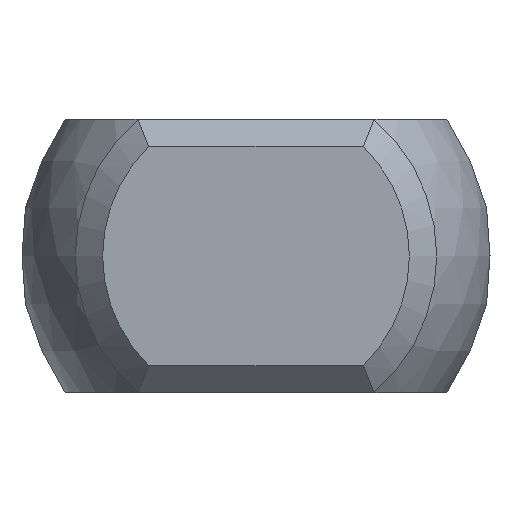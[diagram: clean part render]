
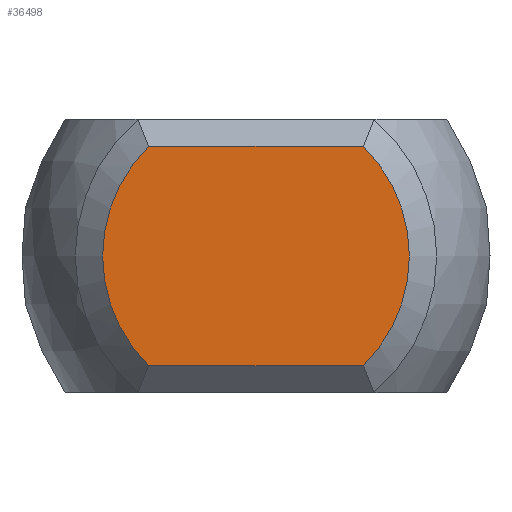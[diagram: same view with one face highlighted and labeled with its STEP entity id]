
A CAD part, left-side view. The second image highlights one B-rep face of the part: STEP entity #36498.
In plain terms, the highlighted planar face has unit normal (-1, 0, 0).
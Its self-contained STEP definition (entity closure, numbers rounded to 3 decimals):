
#33641 = PLANE('',#33642);
#33642 = AXIS2_PLACEMENT_3D('',#33643,#33644,#33645);
#33643 = CARTESIAN_POINT('',(-46.625,3.125,2.25));
#33644 = DIRECTION('',(0.707,0.,-0.707));
#33645 = DIRECTION('',(-0.707,0.,-0.707));
#35847 = EDGE_CURVE('',#35848,#35850,#35852,.T.);
#35848 = VERTEX_POINT('',#35849);
#35849 = CARTESIAN_POINT('',(-46.875,-1.96,-2.));
#35850 = VERTEX_POINT('',#35851);
#35851 = CARTESIAN_POINT('',(-46.875,-1.96,2.));
#35852 = SURFACE_CURVE('',#35853,(#35858,#35870),.PCURVE_S1.);
#35853 = CIRCLE('',#35854,2.8);
#35854 = AXIS2_PLACEMENT_3D('',#35855,#35856,#35857);
#35855 = CARTESIAN_POINT('',(-46.875,0.,0.));
#35856 = DIRECTION('',(-1.,0.,0.));
#35857 = DIRECTION('',(0.,-1.,0.));
#35858 = PCURVE('',#35859,#35864);
#35859 = CONICAL_SURFACE('',#35860,3.05,0.785);
#35860 = AXIS2_PLACEMENT_3D('',#35861,#35862,#35863);
#35861 = CARTESIAN_POINT('',(-46.625,0.,0.));
#35862 = DIRECTION('',(1.,0.,0.));
#35863 = DIRECTION('',(0.,-1.,0.));
#35864 = DEFINITIONAL_REPRESENTATION('',(#35865),#35869);
#35865 = LINE('',#35866,#35867);
#35866 = CARTESIAN_POINT('',(6.283,-0.25));
#35867 = VECTOR('',#35868,1.);
#35868 = DIRECTION('',(-1.,0.));
#35869 = ( GEOMETRIC_REPRESENTATION_CONTEXT(2) 
PARAMETRIC_REPRESENTATION_CONTEXT() REPRESENTATION_CONTEXT('2D SPACE',''
  ) );
#35870 = PCURVE('',#35871,#35876);
#35871 = PLANE('',#35872);
#35872 = AXIS2_PLACEMENT_3D('',#35873,#35874,#35875);
#35873 = CARTESIAN_POINT('',(-46.875,0.,0.));
#35874 = DIRECTION('',(1.,0.,0.));
#35875 = DIRECTION('',(0.,0.,-1.));
#35876 = DEFINITIONAL_REPRESENTATION('',(#35877),#35885);
#35877 = ( BOUNDED_CURVE() B_SPLINE_CURVE(2,(#35878,#35879,#35880,#35881
    ,#35882,#35883,#35884),.UNSPECIFIED.,.T.,.F.) 
B_SPLINE_CURVE_WITH_KNOTS((1,2,2,2,2,1),(-2.094,0.,
    2.094,4.189,6.283,8.378),
.UNSPECIFIED.) CURVE() GEOMETRIC_REPRESENTATION_ITEM() 
RATIONAL_B_SPLINE_CURVE((1.,0.5,1.,0.5,1.,0.5,1.)) REPRESENTATION_ITEM(
  '') );
#35878 = CARTESIAN_POINT('',(0.,-2.8));
#35879 = CARTESIAN_POINT('',(-4.85,-2.8));
#35880 = CARTESIAN_POINT('',(-2.425,1.4));
#35881 = CARTESIAN_POINT('',(0.,5.6));
#35882 = CARTESIAN_POINT('',(2.425,1.4));
#35883 = CARTESIAN_POINT('',(4.85,-2.8));
#35884 = CARTESIAN_POINT('',(0.,-2.8));
#35885 = ( GEOMETRIC_REPRESENTATION_CONTEXT(2) 
PARAMETRIC_REPRESENTATION_CONTEXT() REPRESENTATION_CONTEXT('2D SPACE',''
  ) );
#35903 = PLANE('',#35904);
#35904 = AXIS2_PLACEMENT_3D('',#35905,#35906,#35907);
#35905 = CARTESIAN_POINT('',(-46.625,-3.125,-2.25));
#35906 = DIRECTION('',(0.707,0.,0.707)
  );
#35907 = DIRECTION('',(0.707,0.,-0.707));
#35963 = EDGE_CURVE('',#35850,#35964,#35966,.T.);
#35964 = VERTEX_POINT('',#35965);
#35965 = CARTESIAN_POINT('',(-46.875,1.96,2.));
#35966 = SURFACE_CURVE('',#35967,(#35971,#35978),.PCURVE_S1.);
#35967 = LINE('',#35968,#35969);
#35968 = CARTESIAN_POINT('',(-46.875,3.125,2.));
#35969 = VECTOR('',#35970,1.);
#35970 = DIRECTION('',(0.,1.,0.));
#35971 = PCURVE('',#33641,#35972);
#35972 = DEFINITIONAL_REPRESENTATION('',(#35973),#35977);
#35973 = LINE('',#35974,#35975);
#35974 = CARTESIAN_POINT('',(0.354,0.));
#35975 = VECTOR('',#35976,1.);
#35976 = DIRECTION('',(0.,1.));
#35977 = ( GEOMETRIC_REPRESENTATION_CONTEXT(2) 
PARAMETRIC_REPRESENTATION_CONTEXT() REPRESENTATION_CONTEXT('2D SPACE',''
  ) );
#35978 = PCURVE('',#35871,#35979);
#35979 = DEFINITIONAL_REPRESENTATION('',(#35980),#35984);
#35980 = LINE('',#35981,#35982);
#35981 = CARTESIAN_POINT('',(-2.,3.125));
#35982 = VECTOR('',#35983,1.);
#35983 = DIRECTION('',(0.,1.));
#35984 = ( GEOMETRIC_REPRESENTATION_CONTEXT(2) 
PARAMETRIC_REPRESENTATION_CONTEXT() REPRESENTATION_CONTEXT('2D SPACE',''
  ) );
#36004 = CONICAL_SURFACE('',#36005,3.05,0.785);
#36005 = AXIS2_PLACEMENT_3D('',#36006,#36007,#36008);
#36006 = CARTESIAN_POINT('',(-46.625,0.,0.));
#36007 = DIRECTION('',(1.,0.,0.));
#36008 = DIRECTION('',(-0.,1.,0.));
#36018 = EDGE_CURVE('',#35964,#36019,#36021,.T.);
#36019 = VERTEX_POINT('',#36020);
#36020 = CARTESIAN_POINT('',(-46.875,1.96,-2.));
#36021 = SURFACE_CURVE('',#36022,(#36027,#36034),.PCURVE_S1.);
#36022 = CIRCLE('',#36023,2.8);
#36023 = AXIS2_PLACEMENT_3D('',#36024,#36025,#36026);
#36024 = CARTESIAN_POINT('',(-46.875,0.,0.));
#36025 = DIRECTION('',(-1.,0.,0.));
#36026 = DIRECTION('',(0.,1.,0.));
#36027 = PCURVE('',#36004,#36028);
#36028 = DEFINITIONAL_REPRESENTATION('',(#36029),#36033);
#36029 = LINE('',#36030,#36031);
#36030 = CARTESIAN_POINT('',(6.283,-0.25));
#36031 = VECTOR('',#36032,1.);
#36032 = DIRECTION('',(-1.,0.));
#36033 = ( GEOMETRIC_REPRESENTATION_CONTEXT(2) 
PARAMETRIC_REPRESENTATION_CONTEXT() REPRESENTATION_CONTEXT('2D SPACE',''
  ) );
#36034 = PCURVE('',#35871,#36035);
#36035 = DEFINITIONAL_REPRESENTATION('',(#36036),#36044);
#36036 = ( BOUNDED_CURVE() B_SPLINE_CURVE(2,(#36037,#36038,#36039,#36040
    ,#36041,#36042,#36043),.UNSPECIFIED.,.T.,.F.) 
B_SPLINE_CURVE_WITH_KNOTS((1,2,2,2,2,1),(-2.094,0.,
    2.094,4.189,6.283,8.378),
.UNSPECIFIED.) CURVE() GEOMETRIC_REPRESENTATION_ITEM() 
RATIONAL_B_SPLINE_CURVE((1.,0.5,1.,0.5,1.,0.5,1.)) REPRESENTATION_ITEM(
  '') );
#36037 = CARTESIAN_POINT('',(0.,2.8));
#36038 = CARTESIAN_POINT('',(4.85,2.8));
#36039 = CARTESIAN_POINT('',(2.425,-1.4));
#36040 = CARTESIAN_POINT('',(0.,-5.6));
#36041 = CARTESIAN_POINT('',(-2.425,-1.4));
#36042 = CARTESIAN_POINT('',(-4.85,2.8));
#36043 = CARTESIAN_POINT('',(0.,2.8));
#36044 = ( GEOMETRIC_REPRESENTATION_CONTEXT(2) 
PARAMETRIC_REPRESENTATION_CONTEXT() REPRESENTATION_CONTEXT('2D SPACE',''
  ) );
#36118 = EDGE_CURVE('',#36019,#35848,#36119,.T.);
#36119 = SURFACE_CURVE('',#36120,(#36124,#36131),.PCURVE_S1.);
#36120 = LINE('',#36121,#36122);
#36121 = CARTESIAN_POINT('',(-46.875,-3.125,-2.));
#36122 = VECTOR('',#36123,1.);
#36123 = DIRECTION('',(0.,-1.,0.));
#36124 = PCURVE('',#35903,#36125);
#36125 = DEFINITIONAL_REPRESENTATION('',(#36126),#36130);
#36126 = LINE('',#36127,#36128);
#36127 = CARTESIAN_POINT('',(-0.354,0.));
#36128 = VECTOR('',#36129,1.);
#36129 = DIRECTION('',(0.,-1.));
#36130 = ( GEOMETRIC_REPRESENTATION_CONTEXT(2) 
PARAMETRIC_REPRESENTATION_CONTEXT() REPRESENTATION_CONTEXT('2D SPACE',''
  ) );
#36131 = PCURVE('',#35871,#36132);
#36132 = DEFINITIONAL_REPRESENTATION('',(#36133),#36137);
#36133 = LINE('',#36134,#36135);
#36134 = CARTESIAN_POINT('',(2.,-3.125));
#36135 = VECTOR('',#36136,1.);
#36136 = DIRECTION('',(0.,-1.));
#36137 = ( GEOMETRIC_REPRESENTATION_CONTEXT(2) 
PARAMETRIC_REPRESENTATION_CONTEXT() REPRESENTATION_CONTEXT('2D SPACE',''
  ) );
#36498 = ADVANCED_FACE('',(#36499),#35871,.F.);
#36499 = FACE_BOUND('',#36500,.T.);
#36500 = EDGE_LOOP('',(#36501,#36502,#36503,#36504));
#36501 = ORIENTED_EDGE('',*,*,#35847,.T.);
#36502 = ORIENTED_EDGE('',*,*,#35963,.T.);
#36503 = ORIENTED_EDGE('',*,*,#36018,.T.);
#36504 = ORIENTED_EDGE('',*,*,#36118,.T.);
